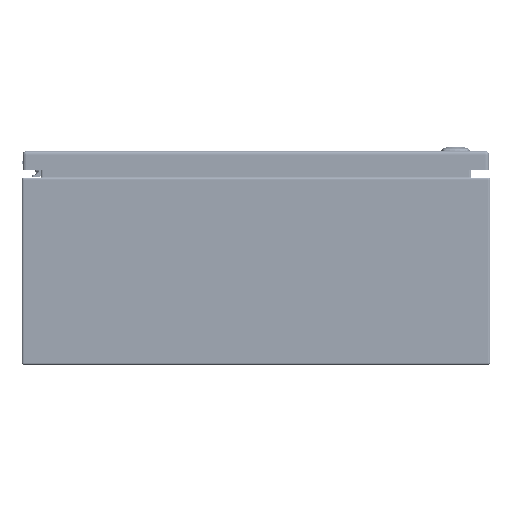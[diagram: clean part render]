
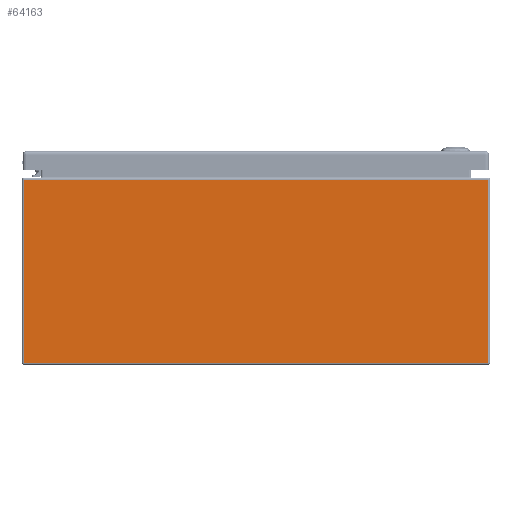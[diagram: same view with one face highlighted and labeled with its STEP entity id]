
A CAD part, front view. The second image highlights one B-rep face of the part: STEP entity #64163.
In plain terms, the highlighted planar face has unit normal (0, -1, 0).
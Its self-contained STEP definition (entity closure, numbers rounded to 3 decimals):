
#7308=LINE('',#86713,#11276);
#7314=LINE('',#86731,#11282);
#7317=LINE('',#86746,#11285);
#7347=LINE('',#86901,#11315);
#11276=VECTOR('',#73465,0.394);
#11282=VECTOR('',#73485,0.394);
#11285=VECTOR('',#73502,0.394);
#11315=VECTOR('',#73684,0.394);
#16098=FACE_OUTER_BOUND('',#19942,.T.);
#19942=EDGE_LOOP('',(#42664,#42665,#42666,#42667));
#25743=VERTEX_POINT('',#86704);
#25746=VERTEX_POINT('',#86711);
#25751=VERTEX_POINT('',#86730);
#25755=VERTEX_POINT('',#86739);
#32297=EDGE_CURVE('',#25746,#25743,#7308,.T.);
#32306=EDGE_CURVE('',#25743,#25751,#7314,.T.);
#32314=EDGE_CURVE('',#25751,#25755,#7317,.T.);
#32392=EDGE_CURVE('',#25755,#25746,#7347,.T.);
#42664=ORIENTED_EDGE('',*,*,#32297,.F.);
#42665=ORIENTED_EDGE('',*,*,#32392,.F.);
#42666=ORIENTED_EDGE('',*,*,#32314,.F.);
#42667=ORIENTED_EDGE('',*,*,#32306,.F.);
#62660=PLANE('',#68896);
#64163=ADVANCED_FACE('',(#16098),#62660,.F.);
#68896=AXIS2_PLACEMENT_3D('',#86900,#73682,#73683);
#73465=DIRECTION('',(0.,0.,1.));
#73485=DIRECTION('',(1.,0.,0.));
#73502=DIRECTION('',(0.,0.,-1.));
#73682=DIRECTION('center_axis',(0.,1.,0.));
#73683=DIRECTION('ref_axis',(0.,0.,1.));
#73684=DIRECTION('',(-1.,0.,0.));
#86704=CARTESIAN_POINT('',(-9.916,-15.,7.916));
#86711=CARTESIAN_POINT('',(-9.916,-15.,0.084));
#86713=CARTESIAN_POINT('',(-9.916,-15.,7.916));
#86730=CARTESIAN_POINT('',(9.916,-15.,7.916));
#86731=CARTESIAN_POINT('',(-9.078,-15.,7.916));
#86739=CARTESIAN_POINT('',(9.916,-15.,0.084));
#86746=CARTESIAN_POINT('',(9.916,-15.,7.916));
#86900=CARTESIAN_POINT('Origin',(9.078,-15.,7.916));
#86901=CARTESIAN_POINT('',(9.518,-15.,0.084));
